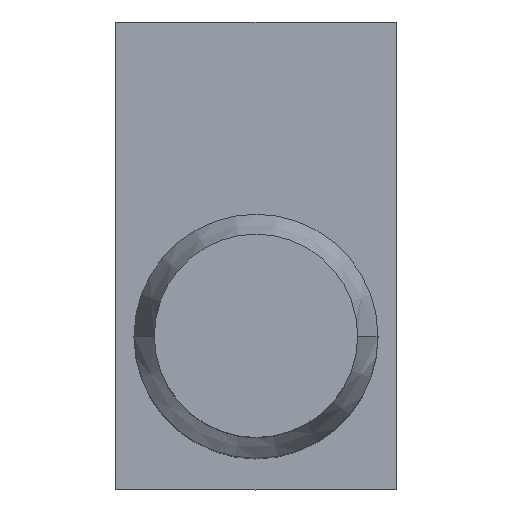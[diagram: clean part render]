
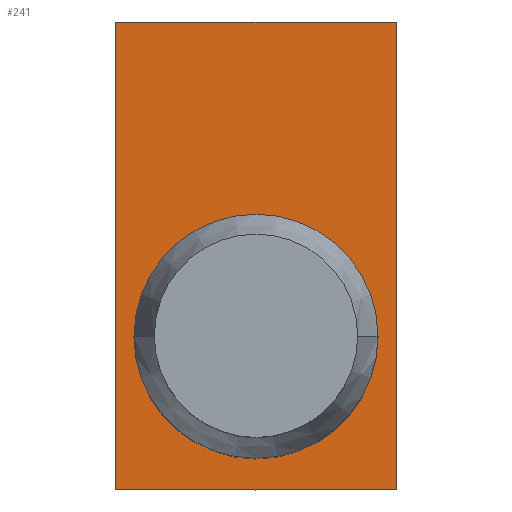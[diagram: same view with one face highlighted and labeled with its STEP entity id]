
A CAD part, top view. The second image highlights one B-rep face of the part: STEP entity #241.
In plain terms, the highlighted planar face has unit normal (0, 0, 1).
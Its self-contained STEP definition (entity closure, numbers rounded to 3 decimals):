
#3 = PLANE ( 'NONE',  #634 ) ;
#4 = CARTESIAN_POINT ( 'NONE',  ( 6.9, -7.5, 0. ) ) ;
#18 = ORIENTED_EDGE ( 'NONE', *, *, #460, .T. ) ;
#50 = CIRCLE ( 'NONE', #67, 3. ) ;
#67 = AXIS2_PLACEMENT_3D ( 'NONE', #125, #86, #459 ) ;
#86 = DIRECTION ( 'NONE',  ( 0., 0., 1. ) ) ;
#102 = VECTOR ( 'NONE', #378, 1000. ) ;
#110 = ORIENTED_EDGE ( 'NONE', *, *, #365, .T. ) ;
#115 = CARTESIAN_POINT ( 'NONE',  ( -6.9, 28.5, 0. ) ) ;
#125 = CARTESIAN_POINT ( 'NONE',  ( 0., 0., 0. ) ) ;
#175 = VECTOR ( 'NONE', #703, 1000. ) ;
#191 = FACE_BOUND ( 'NONE', #485, .T. ) ;
#194 = VERTEX_POINT ( 'NONE', #641 ) ;
#217 = DIRECTION ( 'NONE',  ( 1., 0., 0. ) ) ;
#241 = ADVANCED_FACE ( 'NONE', ( #191, #606 ), #3, .T. ) ;
#244 = LINE ( 'NONE', #437, #102 ) ;
#280 = CARTESIAN_POINT ( 'NONE',  ( 0., 0., 0. ) ) ;
#290 = DIRECTION ( 'NONE',  ( 1., 0., 0. ) ) ;
#298 = CARTESIAN_POINT ( 'NONE',  ( 6.9, 28.5, 0. ) ) ;
#309 = VECTOR ( 'NONE', #290, 1000. ) ;
#312 = CARTESIAN_POINT ( 'NONE',  ( -6.9, 15.5, 0. ) ) ;
#360 = CARTESIAN_POINT ( 'NONE',  ( 3., 0., 0. ) ) ;
#364 = ORIENTED_EDGE ( 'NONE', *, *, #552, .F. ) ;
#365 = EDGE_CURVE ( 'NONE', #194, #565, #683, .T. ) ;
#373 = LINE ( 'NONE', #298, #446 ) ;
#377 = DIRECTION ( 'NONE',  ( 0., 0., 1. ) ) ;
#378 = DIRECTION ( 'NONE',  ( 0., -1., 0. ) ) ;
#384 = CIRCLE ( 'NONE', #481, 3. ) ;
#419 = VERTEX_POINT ( 'NONE', #631 ) ;
#437 = CARTESIAN_POINT ( 'NONE',  ( -6.9, 28.5, 0. ) ) ;
#441 = EDGE_CURVE ( 'NONE', #565, #483, #373, .T. ) ;
#446 = VECTOR ( 'NONE', #568, 1000. ) ;
#459 = DIRECTION ( 'NONE',  ( 1., 0., 0. ) ) ;
#460 = EDGE_CURVE ( 'NONE', #483, #519, #692, .T. ) ;
#481 = AXIS2_PLACEMENT_3D ( 'NONE', #280, #597, #217 ) ;
#483 = VERTEX_POINT ( 'NONE', #624 ) ;
#485 = EDGE_LOOP ( 'NONE', ( #364, #503 ) ) ;
#487 = DIRECTION ( 'NONE',  ( 1., 0., 0. ) ) ;
#503 = ORIENTED_EDGE ( 'NONE', *, *, #672, .F. ) ;
#519 = VERTEX_POINT ( 'NONE', #643 ) ;
#523 = VERTEX_POINT ( 'NONE', #360 ) ;
#552 = EDGE_CURVE ( 'NONE', #523, #419, #384, .T. ) ;
#565 = VERTEX_POINT ( 'NONE', #4 ) ;
#568 = DIRECTION ( 'NONE',  ( 0., 1., 0. ) ) ;
#577 = EDGE_CURVE ( 'NONE', #519, #194, #244, .T. ) ;
#579 = ORIENTED_EDGE ( 'NONE', *, *, #577, .T. ) ;
#597 = DIRECTION ( 'NONE',  ( 0., 0., 1. ) ) ;
#599 = ORIENTED_EDGE ( 'NONE', *, *, #441, .T. ) ;
#606 = FACE_OUTER_BOUND ( 'NONE', #700, .T. ) ;
#620 = CARTESIAN_POINT ( 'NONE',  ( -6.9, -7.5, 0. ) ) ;
#624 = CARTESIAN_POINT ( 'NONE',  ( 6.9, 15.5, 0. ) ) ;
#631 = CARTESIAN_POINT ( 'NONE',  ( -3., 0., 0. ) ) ;
#634 = AXIS2_PLACEMENT_3D ( 'NONE', #115, #377, #487 ) ;
#641 = CARTESIAN_POINT ( 'NONE',  ( -6.9, -7.5, 0. ) ) ;
#643 = CARTESIAN_POINT ( 'NONE',  ( -6.9, 15.5, 0. ) ) ;
#672 = EDGE_CURVE ( 'NONE', #419, #523, #50, .T. ) ;
#683 = LINE ( 'NONE', #620, #309 ) ;
#692 = LINE ( 'NONE', #312, #175 ) ;
#700 = EDGE_LOOP ( 'NONE', ( #110, #599, #18, #579 ) ) ;
#703 = DIRECTION ( 'NONE',  ( -1., 0., 0. ) ) ;
